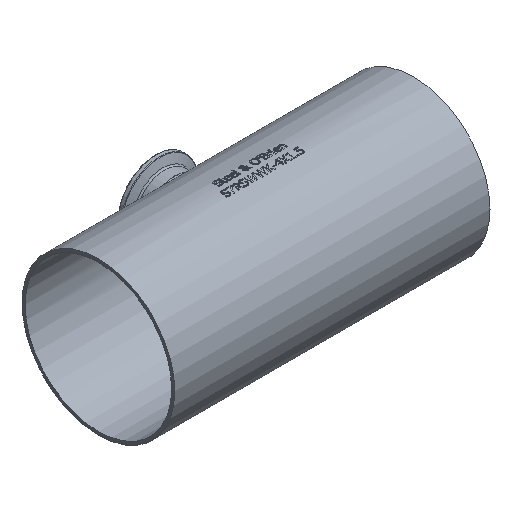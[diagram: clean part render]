
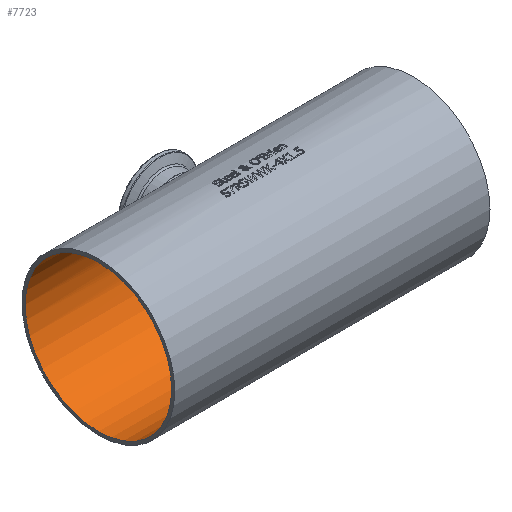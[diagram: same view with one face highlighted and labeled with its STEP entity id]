
A CAD part, isometric view. The second image highlights one B-rep face of the part: STEP entity #7723.
In plain terms, the highlighted cylindrical face has radius 48.692 mm (diameter 97.384 mm), a full revolution.
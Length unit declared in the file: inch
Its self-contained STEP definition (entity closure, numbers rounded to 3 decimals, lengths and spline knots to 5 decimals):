
#173=FACE_BOUND('',#1462,.T.);
#174=FACE_BOUND('',#1463,.T.);
#175=FACE_BOUND('',#1464,.T.);
#1462=EDGE_LOOP('',(#7200));
#1463=EDGE_LOOP('',(#7201));
#1464=EDGE_LOOP('',(#7202));
#2710=CIRCLE('',#8221,1.917);
#2711=CIRCLE('',#8222,1.917);
#3058=B_SPLINE_CURVE_WITH_KNOTS('',3,(#16542,#16543,#16544,#16545,#16546,
#16547,#16548,#16549,#16550,#16551,#16552,#16553,#16554,#16555,#16556,#16557,
#16558,#16559,#16560,#16561,#16562,#16563,#16564,#16565,#16566,#16567,#16568,
#16569,#16570,#16571,#16572,#16573,#16574,#16575,#16576,#16577,#16578,#16579,
#16580,#16581,#16582,#16583,#16584,#16585,#16586,#16587,#16588,#16589,#16590,
#16591,#16592,#16593,#16594,#16595,#16596,#16597,#16598,#16599,#16600,#16601,
#16602,#16603,#16604,#16605,#16606,#16607),.UNSPECIFIED.,.T.,.F.,(4,2,2,
2,2,2,2,2,2,2,2,2,2,2,2,2,2,2,2,2,2,2,2,2,2,2,2,2,2,2,2,2,4),(0.,0.33099,
0.66198,0.99298,1.32397,1.65476,1.98554,
2.31633,2.64711,2.9779,3.30869,3.63947,
3.97026,4.30125,4.63224,4.96324,5.29423,
5.62522,5.95621,6.2872,6.6182,6.94898,
7.27977,7.61056,7.94134,8.27213,8.60291,
8.9337,9.26449,9.59548,9.92647,10.25746,
10.58846),.UNSPECIFIED.);
#3817=VERTEX_POINT('',#16541);
#3818=VERTEX_POINT('',#16609);
#3819=VERTEX_POINT('',#16611);
#4946=EDGE_CURVE('',#3817,#3817,#3058,.T.);
#4947=EDGE_CURVE('',#3818,#3818,#2710,.T.);
#4948=EDGE_CURVE('',#3819,#3819,#2711,.T.);
#7200=ORIENTED_EDGE('',*,*,#4946,.T.);
#7201=ORIENTED_EDGE('',*,*,#4947,.F.);
#7202=ORIENTED_EDGE('',*,*,#4948,.F.);
#7250=CYLINDRICAL_SURFACE('',#8220,1.917);
#7723=ADVANCED_FACE('',(#173,#174,#175),#7250,.F.);
#8220=AXIS2_PLACEMENT_3D('',#16608,#9752,#9753);
#8221=AXIS2_PLACEMENT_3D('',#16610,#9754,#9755);
#8222=AXIS2_PLACEMENT_3D('',#16612,#9756,#9757);
#9752=DIRECTION('center_axis',(-1.,0.,0.));
#9753=DIRECTION('ref_axis',(0.,0.,1.));
#9754=DIRECTION('center_axis',(-1.,0.,0.));
#9755=DIRECTION('ref_axis',(0.,0.,1.));
#9756=DIRECTION('center_axis',(1.,0.,0.));
#9757=DIRECTION('ref_axis',(0.,0.,1.));
#16541=CARTESIAN_POINT('',(0.,1.79044,0.685));
#16542=CARTESIAN_POINT('Ctrl Pts',(0.,1.79044,
0.685));
#16543=CARTESIAN_POINT('Ctrl Pts',(0.04344,1.79044,
0.685));
#16544=CARTESIAN_POINT('Ctrl Pts',(0.08822,1.79206,0.6808));
#16545=CARTESIAN_POINT('Ctrl Pts',(0.17704,1.79862,0.66327));
#16546=CARTESIAN_POINT('Ctrl Pts',(0.22108,1.80355,0.64995));
#16547=CARTESIAN_POINT('Ctrl Pts',(0.30533,1.81581,0.61488));
#16548=CARTESIAN_POINT('Ctrl Pts',(0.34562,1.82313,0.59312));
#16549=CARTESIAN_POINT('Ctrl Pts',(0.42003,1.83869,0.54296));
#16550=CARTESIAN_POINT('Ctrl Pts',(0.45416,1.84691,0.51457));
#16551=CARTESIAN_POINT('Ctrl Pts',(0.51455,1.86268,0.45418));
#16552=CARTESIAN_POINT('Ctrl Pts',(0.54294,1.8708,0.42006));
#16553=CARTESIAN_POINT('Ctrl Pts',(0.5931,1.88597,0.34564));
#16554=CARTESIAN_POINT('Ctrl Pts',(0.61488,1.893,0.30534));
#16555=CARTESIAN_POINT('Ctrl Pts',(0.64996,1.90469,0.22106));
#16556=CARTESIAN_POINT('Ctrl Pts',(0.66328,1.90933,0.17701));
#16557=CARTESIAN_POINT('Ctrl Pts',(0.68081,1.91549,0.08818));
#16558=CARTESIAN_POINT('Ctrl Pts',(0.685,1.917,0.04341));
#16559=CARTESIAN_POINT('Ctrl Pts',(0.685,1.917,-0.04341));
#16560=CARTESIAN_POINT('Ctrl Pts',(0.68081,1.91549,-0.08818));
#16561=CARTESIAN_POINT('Ctrl Pts',(0.66328,1.90933,-0.17701));
#16562=CARTESIAN_POINT('Ctrl Pts',(0.64996,1.90469,-0.22106));
#16563=CARTESIAN_POINT('Ctrl Pts',(0.61488,1.893,-0.30534));
#16564=CARTESIAN_POINT('Ctrl Pts',(0.5931,1.88597,-0.34564));
#16565=CARTESIAN_POINT('Ctrl Pts',(0.54294,1.8708,-0.42006));
#16566=CARTESIAN_POINT('Ctrl Pts',(0.51455,1.86268,-0.45418));
#16567=CARTESIAN_POINT('Ctrl Pts',(0.45416,1.84691,-0.51457));
#16568=CARTESIAN_POINT('Ctrl Pts',(0.42003,1.83869,-0.54296));
#16569=CARTESIAN_POINT('Ctrl Pts',(0.34562,1.82313,-0.59312));
#16570=CARTESIAN_POINT('Ctrl Pts',(0.30533,1.81581,-0.61488));
#16571=CARTESIAN_POINT('Ctrl Pts',(0.22108,1.80355,-0.64995));
#16572=CARTESIAN_POINT('Ctrl Pts',(0.17704,1.79862,-0.66327));
#16573=CARTESIAN_POINT('Ctrl Pts',(0.08822,1.79206,
-0.6808));
#16574=CARTESIAN_POINT('Ctrl Pts',(0.04344,1.79044,
-0.685));
#16575=CARTESIAN_POINT('Ctrl Pts',(-0.04344,1.79044,
-0.685));
#16576=CARTESIAN_POINT('Ctrl Pts',(-0.08822,1.79206,
-0.6808));
#16577=CARTESIAN_POINT('Ctrl Pts',(-0.17704,1.79862,
-0.66327));
#16578=CARTESIAN_POINT('Ctrl Pts',(-0.22108,1.80355,-0.64995));
#16579=CARTESIAN_POINT('Ctrl Pts',(-0.30533,1.81581,
-0.61488));
#16580=CARTESIAN_POINT('Ctrl Pts',(-0.34562,1.82313,
-0.59312));
#16581=CARTESIAN_POINT('Ctrl Pts',(-0.42003,1.83869,
-0.54296));
#16582=CARTESIAN_POINT('Ctrl Pts',(-0.45416,1.84691,
-0.51457));
#16583=CARTESIAN_POINT('Ctrl Pts',(-0.51455,1.86268,
-0.45418));
#16584=CARTESIAN_POINT('Ctrl Pts',(-0.54294,1.8708,-0.42006));
#16585=CARTESIAN_POINT('Ctrl Pts',(-0.5931,1.88597,
-0.34564));
#16586=CARTESIAN_POINT('Ctrl Pts',(-0.61488,1.893,
-0.30534));
#16587=CARTESIAN_POINT('Ctrl Pts',(-0.64996,1.90469,-0.22106));
#16588=CARTESIAN_POINT('Ctrl Pts',(-0.66328,1.90933,
-0.17701));
#16589=CARTESIAN_POINT('Ctrl Pts',(-0.68081,1.91549,
-0.08818));
#16590=CARTESIAN_POINT('Ctrl Pts',(-0.685,1.917,-0.04341));
#16591=CARTESIAN_POINT('Ctrl Pts',(-0.685,1.917,0.04341));
#16592=CARTESIAN_POINT('Ctrl Pts',(-0.68081,1.91549,
0.08818));
#16593=CARTESIAN_POINT('Ctrl Pts',(-0.66328,1.90933,
0.17701));
#16594=CARTESIAN_POINT('Ctrl Pts',(-0.64996,1.90469,0.22106));
#16595=CARTESIAN_POINT('Ctrl Pts',(-0.61488,1.893,
0.30534));
#16596=CARTESIAN_POINT('Ctrl Pts',(-0.5931,1.88597,
0.34564));
#16597=CARTESIAN_POINT('Ctrl Pts',(-0.54294,1.8708,0.42006));
#16598=CARTESIAN_POINT('Ctrl Pts',(-0.51455,1.86268,0.45418));
#16599=CARTESIAN_POINT('Ctrl Pts',(-0.45416,1.84691,
0.51457));
#16600=CARTESIAN_POINT('Ctrl Pts',(-0.42003,1.83869,
0.54296));
#16601=CARTESIAN_POINT('Ctrl Pts',(-0.34562,1.82313,
0.59312));
#16602=CARTESIAN_POINT('Ctrl Pts',(-0.30533,1.81581,
0.61488));
#16603=CARTESIAN_POINT('Ctrl Pts',(-0.22108,1.80355,0.64995));
#16604=CARTESIAN_POINT('Ctrl Pts',(-0.17704,1.79862,
0.66327));
#16605=CARTESIAN_POINT('Ctrl Pts',(-0.08822,1.79206,
0.6808));
#16606=CARTESIAN_POINT('Ctrl Pts',(-0.04344,1.79044,
0.685));
#16607=CARTESIAN_POINT('Ctrl Pts',(0.,1.79044,
0.685));
#16608=CARTESIAN_POINT('Origin',(4.125,0.,0.));
#16609=CARTESIAN_POINT('',(4.125,0.,-1.917));
#16610=CARTESIAN_POINT('Origin',(4.125,0.,0.));
#16611=CARTESIAN_POINT('',(-4.125,0.,-1.917));
#16612=CARTESIAN_POINT('Origin',(-4.125,0.,0.));
